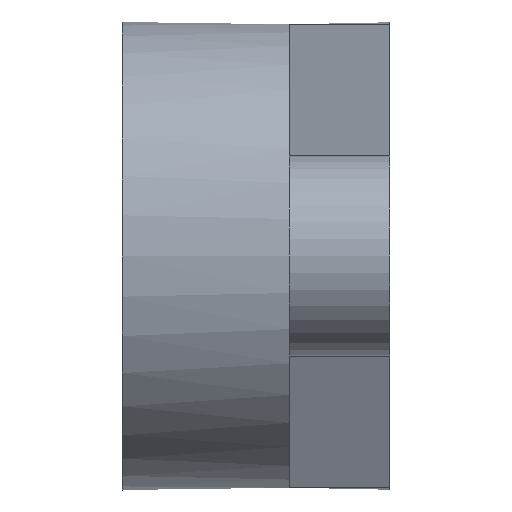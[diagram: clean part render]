
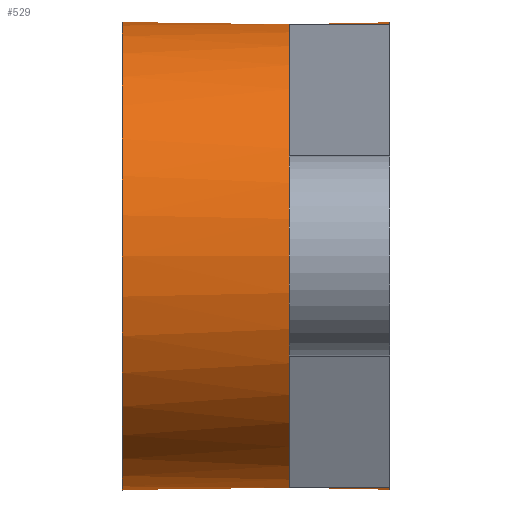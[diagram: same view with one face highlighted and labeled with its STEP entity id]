
A CAD part, left-side view. The second image highlights one B-rep face of the part: STEP entity #529.
In plain terms, the highlighted cylindrical face has radius 3.5 mm (diameter 7 mm), a full revolution.
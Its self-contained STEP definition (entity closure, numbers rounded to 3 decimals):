
#16=CYLINDRICAL_SURFACE('',#607,3.5);
#67=FACE_OUTER_BOUND('',#121,.T.);
#121=EDGE_LOOP('',(#421,#422,#423,#424,#425,#426,#427,#428,#429,#430,#431,
#432));
#152=LINE('',#856,#184);
#156=LINE('',#904,#188);
#157=LINE('',#905,#189);
#158=LINE('',#906,#190);
#159=LINE('',#907,#191);
#184=VECTOR('',#684,1.5);
#188=VECTOR('',#734,3.5);
#189=VECTOR('',#735,1.5);
#190=VECTOR('',#736,1.5);
#191=VECTOR('',#737,1.5);
#210=CIRCLE('',#567,3.5);
#212=CIRCLE('',#569,3.5);
#227=CIRCLE('',#587,3.5);
#234=CIRCLE('',#595,3.5);
#236=CIRCLE('',#597,3.5);
#245=CIRCLE('',#608,3.5);
#251=VERTEX_POINT('',#808);
#252=VERTEX_POINT('',#810);
#255=VERTEX_POINT('',#816);
#256=VERTEX_POINT('',#818);
#272=VERTEX_POINT('',#854);
#273=VERTEX_POINT('',#858);
#280=VERTEX_POINT('',#874);
#281=VERTEX_POINT('',#875);
#284=VERTEX_POINT('',#881);
#293=VERTEX_POINT('',#902);
#299=EDGE_CURVE('',#252,#251,#210,.T.);
#303=EDGE_CURVE('',#256,#255,#212,.T.);
#322=EDGE_CURVE('',#251,#272,#152,.T.);
#323=EDGE_CURVE('',#272,#273,#227,.T.);
#331=EDGE_CURVE('',#280,#281,#234,.T.);
#335=EDGE_CURVE('',#281,#284,#236,.T.);
#344=EDGE_CURVE('',#293,#293,#245,.T.);
#345=EDGE_CURVE('',#293,#281,#156,.T.);
#346=EDGE_CURVE('',#252,#284,#157,.T.);
#347=EDGE_CURVE('',#256,#273,#158,.T.);
#348=EDGE_CURVE('',#255,#280,#159,.T.);
#421=ORIENTED_EDGE('',*,*,#344,.F.);
#422=ORIENTED_EDGE('',*,*,#345,.T.);
#423=ORIENTED_EDGE('',*,*,#335,.T.);
#424=ORIENTED_EDGE('',*,*,#346,.F.);
#425=ORIENTED_EDGE('',*,*,#299,.T.);
#426=ORIENTED_EDGE('',*,*,#322,.T.);
#427=ORIENTED_EDGE('',*,*,#323,.T.);
#428=ORIENTED_EDGE('',*,*,#347,.F.);
#429=ORIENTED_EDGE('',*,*,#303,.T.);
#430=ORIENTED_EDGE('',*,*,#348,.T.);
#431=ORIENTED_EDGE('',*,*,#331,.T.);
#432=ORIENTED_EDGE('',*,*,#345,.F.);
#529=ADVANCED_FACE('',(#67),#16,.T.);
#567=AXIS2_PLACEMENT_3D('',#811,#640,#641);
#569=AXIS2_PLACEMENT_3D('',#819,#646,#647);
#587=AXIS2_PLACEMENT_3D('',#859,#687,#688);
#595=AXIS2_PLACEMENT_3D('',#876,#704,#705);
#597=AXIS2_PLACEMENT_3D('',#883,#710,#711);
#607=AXIS2_PLACEMENT_3D('',#901,#730,#731);
#608=AXIS2_PLACEMENT_3D('',#903,#732,#733);
#640=DIRECTION('center_axis',(0.,1.,0.));
#641=DIRECTION('ref_axis',(-0.14,0.,0.99));
#646=DIRECTION('center_axis',(0.,1.,0.));
#647=DIRECTION('ref_axis',(0.14,0.,-0.99));
#684=DIRECTION('',(0.,1.,0.));
#687=DIRECTION('center_axis',(0.,1.,0.));
#688=DIRECTION('ref_axis',(1.,0.,0.));
#704=DIRECTION('center_axis',(0.,1.,0.));
#705=DIRECTION('ref_axis',(-0.14,0.,-0.99));
#710=DIRECTION('center_axis',(0.,1.,0.));
#711=DIRECTION('ref_axis',(-0.14,0.,-0.99));
#730=DIRECTION('center_axis',(0.,1.,0.));
#731=DIRECTION('ref_axis',(1.,0.,0.));
#732=DIRECTION('center_axis',(0.,1.,0.));
#733=DIRECTION('ref_axis',(1.,0.,0.));
#734=DIRECTION('',(0.,-1.,0.));
#735=DIRECTION('',(0.,1.,0.));
#736=DIRECTION('',(0.,1.,0.));
#737=DIRECTION('',(0.,1.,0.));
#808=CARTESIAN_POINT('',(0.49,0.,3.465));
#810=CARTESIAN_POINT('',(-0.49,0.,3.465));
#811=CARTESIAN_POINT('Origin',(0.,0.,0.));
#816=CARTESIAN_POINT('',(-0.49,0.,-3.465));
#818=CARTESIAN_POINT('',(0.49,0.,-3.465));
#819=CARTESIAN_POINT('Origin',(0.,0.,0.));
#854=CARTESIAN_POINT('',(0.49,1.5,3.465));
#856=CARTESIAN_POINT('',(0.49,0.,3.465));
#858=CARTESIAN_POINT('',(0.49,1.5,-3.465));
#859=CARTESIAN_POINT('Origin',(0.,1.5,0.));
#874=CARTESIAN_POINT('',(-0.49,1.5,-3.465));
#875=CARTESIAN_POINT('',(-3.5,1.5,0.));
#876=CARTESIAN_POINT('Origin',(0.,1.5,0.));
#881=CARTESIAN_POINT('',(-0.49,1.5,3.465));
#883=CARTESIAN_POINT('Origin',(0.,1.5,0.));
#901=CARTESIAN_POINT('Origin',(0.,0.,0.));
#902=CARTESIAN_POINT('',(-3.5,4.,0.));
#903=CARTESIAN_POINT('Origin',(0.,4.,0.));
#904=CARTESIAN_POINT('',(-3.5,0.,0.));
#905=CARTESIAN_POINT('',(-0.49,0.,3.465));
#906=CARTESIAN_POINT('',(0.49,0.,-3.465));
#907=CARTESIAN_POINT('',(-0.49,0.,-3.465));
